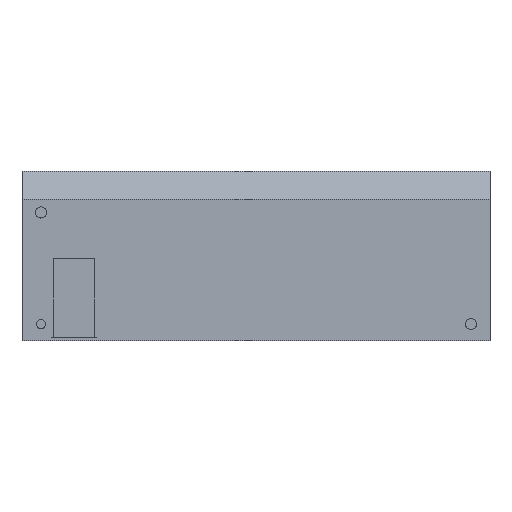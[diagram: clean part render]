
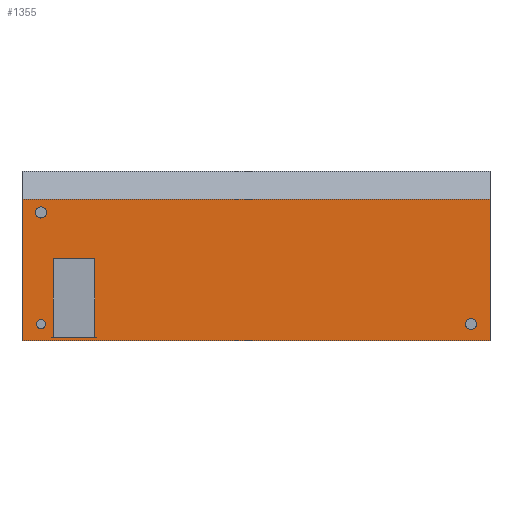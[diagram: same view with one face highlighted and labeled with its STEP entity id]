
A CAD part, front view. The second image highlights one B-rep face of the part: STEP entity #1355.
In plain terms, the highlighted planar face has unit normal (0, -1, 0).
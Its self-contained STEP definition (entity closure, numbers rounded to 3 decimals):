
#17=FACE_BOUND('',#142,.T.);
#18=FACE_BOUND('',#143,.T.);
#19=FACE_BOUND('',#144,.T.);
#29=CIRCLE('',#1450,25.);
#30=CIRCLE('',#1451,25.);
#33=CIRCLE('',#1456,25.);
#34=CIRCLE('',#1457,25.);
#37=CIRCLE('',#1462,20.);
#38=CIRCLE('',#1463,20.);
#62=FACE_OUTER_BOUND('',#141,.T.);
#141=EDGE_LOOP('',(#959,#960,#961,#962));
#142=EDGE_LOOP('',(#963,#964));
#143=EDGE_LOOP('',(#965,#966));
#144=EDGE_LOOP('',(#967,#968));
#245=LINE('',#1988,#422);
#249=LINE('',#1996,#426);
#252=LINE('',#2002,#429);
#253=LINE('',#2003,#430);
#422=VECTOR('',#1619,10.);
#426=VECTOR('',#1625,10.);
#429=VECTOR('',#1630,10.);
#430=VECTOR('',#1631,10.);
#578=VERTEX_POINT('',#1925);
#579=VERTEX_POINT('',#1927);
#582=VERTEX_POINT('',#1936);
#583=VERTEX_POINT('',#1938);
#586=VERTEX_POINT('',#1947);
#587=VERTEX_POINT('',#1949);
#602=VERTEX_POINT('',#1985);
#603=VERTEX_POINT('',#1987);
#606=VERTEX_POINT('',#1995);
#608=VERTEX_POINT('',#2001);
#711=EDGE_CURVE('',#579,#578,#29,.T.);
#712=EDGE_CURVE('',#578,#579,#30,.T.);
#716=EDGE_CURVE('',#583,#582,#33,.T.);
#717=EDGE_CURVE('',#582,#583,#34,.T.);
#721=EDGE_CURVE('',#587,#586,#37,.T.);
#722=EDGE_CURVE('',#586,#587,#38,.T.);
#739=EDGE_CURVE('',#602,#603,#245,.T.);
#743=EDGE_CURVE('',#606,#602,#249,.T.);
#746=EDGE_CURVE('',#608,#603,#252,.T.);
#747=EDGE_CURVE('',#606,#608,#253,.T.);
#959=ORIENTED_EDGE('',*,*,#746,.T.);
#960=ORIENTED_EDGE('',*,*,#739,.F.);
#961=ORIENTED_EDGE('',*,*,#743,.F.);
#962=ORIENTED_EDGE('',*,*,#747,.T.);
#963=ORIENTED_EDGE('',*,*,#711,.T.);
#964=ORIENTED_EDGE('',*,*,#712,.T.);
#965=ORIENTED_EDGE('',*,*,#716,.T.);
#966=ORIENTED_EDGE('',*,*,#717,.T.);
#967=ORIENTED_EDGE('',*,*,#721,.T.);
#968=ORIENTED_EDGE('',*,*,#722,.T.);
#1276=PLANE('',#1469);
#1355=ADVANCED_FACE('',(#62,#17,#18,#19),#1276,.T.);
#1450=AXIS2_PLACEMENT_3D('',#1928,#1565,#1566);
#1451=AXIS2_PLACEMENT_3D('',#1929,#1567,#1568);
#1456=AXIS2_PLACEMENT_3D('',#1939,#1578,#1579);
#1457=AXIS2_PLACEMENT_3D('',#1940,#1580,#1581);
#1462=AXIS2_PLACEMENT_3D('',#1950,#1591,#1592);
#1463=AXIS2_PLACEMENT_3D('',#1951,#1593,#1594);
#1469=AXIS2_PLACEMENT_3D('',#2000,#1628,#1629);
#1565=DIRECTION('center_axis',(0.,1.,0.));
#1566=DIRECTION('ref_axis',(1.,0.,0.));
#1567=DIRECTION('center_axis',(0.,1.,0.));
#1568=DIRECTION('ref_axis',(1.,0.,0.));
#1578=DIRECTION('center_axis',(0.,1.,0.));
#1579=DIRECTION('ref_axis',(1.,0.,0.));
#1580=DIRECTION('center_axis',(0.,1.,0.));
#1581=DIRECTION('ref_axis',(1.,0.,0.));
#1591=DIRECTION('center_axis',(0.,1.,0.));
#1592=DIRECTION('ref_axis',(1.,0.,0.));
#1593=DIRECTION('center_axis',(0.,1.,0.));
#1594=DIRECTION('ref_axis',(1.,0.,0.));
#1619=DIRECTION('',(0.,0.,-1.));
#1625=DIRECTION('',(1.,0.,0.));
#1628=DIRECTION('center_axis',(0.,-1.,0.));
#1629=DIRECTION('ref_axis',(0.,0.,-1.));
#1630=DIRECTION('',(1.,0.,0.));
#1631=DIRECTION('',(0.,0.,-1.));
#1925=CARTESIAN_POINT('',(1985.,0.,-305.));
#1927=CARTESIAN_POINT('',(2035.,0.,-305.));
#1928=CARTESIAN_POINT('Origin',(2010.,0.,-305.));
#1929=CARTESIAN_POINT('Origin',(2010.,0.,-305.));
#1936=CARTESIAN_POINT('',(60.,0.,195.));
#1938=CARTESIAN_POINT('',(110.,0.,195.));
#1939=CARTESIAN_POINT('Origin',(85.,0.,195.));
#1940=CARTESIAN_POINT('Origin',(85.,0.,195.));
#1947=CARTESIAN_POINT('',(65.,0.,-305.));
#1949=CARTESIAN_POINT('',(105.,0.,-305.));
#1950=CARTESIAN_POINT('Origin',(85.,0.,-305.));
#1951=CARTESIAN_POINT('Origin',(85.,0.,-305.));
#1985=CARTESIAN_POINT('',(2095.,0.,254.));
#1987=CARTESIAN_POINT('',(2095.,0.,-380.));
#1988=CARTESIAN_POINT('',(2095.,0.,254.));
#1995=CARTESIAN_POINT('',(0.,0.,254.));
#1996=CARTESIAN_POINT('',(0.,0.,254.));
#2000=CARTESIAN_POINT('Origin',(0.,0.,254.));
#2001=CARTESIAN_POINT('',(0.,0.,-380.));
#2002=CARTESIAN_POINT('',(0.,0.,-380.));
#2003=CARTESIAN_POINT('',(0.,0.,254.));
